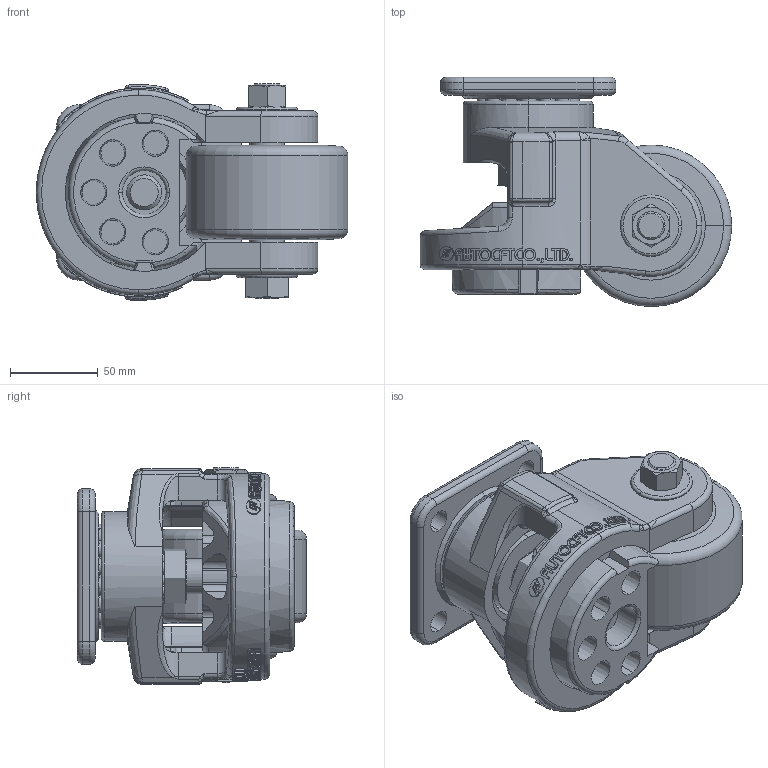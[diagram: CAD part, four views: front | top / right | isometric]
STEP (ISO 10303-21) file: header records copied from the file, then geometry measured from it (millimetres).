
FILE_DESCRIPTION (( 'STEP AP203' ), '1' );
FILE_NAME ('AC-1800F.STEP', '2015-09-09T01:20:31', ( 'WON SINCHUL' ), ( 'Hewlett-Packard Company' ), 'SwSTEP 2.0', 'SolidWorks 2015', '' );
FILE_SCHEMA (( 'CONFIG_CONTROL_DESIGN' ));
Length unit declared in the file: millimetre
Products named in the file (1): AC-1800F
Bounding box: 177.5 x 130.5 x 123.5 mm (x, y, z)
Volume: 1129243.4 mm3; surface area: 199411.4 mm2
Topology: 27 solids, 27 shells, 2362 faces, 6610 edges, 4347 vertices
Faces by surface type: bspline 1453, plane 467, cylinder 261, torus 86, cone 53, sphere 42
Entity records: 90276 total; most frequent: CARTESIAN_POINT 42571, ORIENTED_EDGE 13002, EDGE_CURVE 6501, DIRECTION 4745, B_SPLINE_CURVE_WITH_KNOTS 4428, VERTEX_POINT 4290, EDGE_LOOP 2485, FACE_OUTER_BOUND 2362
